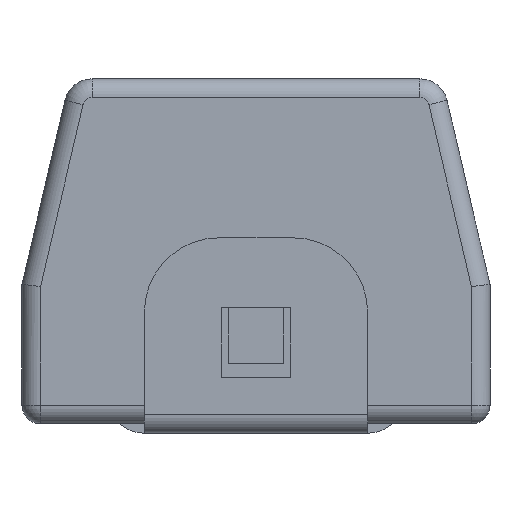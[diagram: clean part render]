
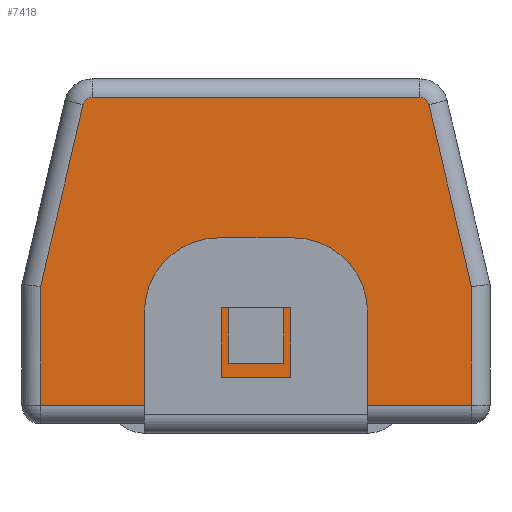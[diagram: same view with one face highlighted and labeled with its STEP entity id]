
A CAD part, left-side view. The second image highlights one B-rep face of the part: STEP entity #7418.
In plain terms, the highlighted planar face has unit normal (-1, 0, 0).
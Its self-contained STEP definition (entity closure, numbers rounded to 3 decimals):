
#46 = LINE ( 'NONE', #5119, #16661 ) ;
#408 = EDGE_CURVE ( 'NONE', #6673, #10661, #2072, .T. ) ;
#506 = AXIS2_PLACEMENT_3D ( 'NONE', #7314, #13344, #7400 ) ;
#677 = ORIENTED_EDGE ( 'NONE', *, *, #3747, .T. ) ;
#682 = CARTESIAN_POINT ( 'NONE',  ( -4.715, 0.65, -0.3 ) ) ;
#1206 = CARTESIAN_POINT ( 'NONE',  ( -4.715, 3.433, -1.859 ) ) ;
#1296 = EDGE_CURVE ( 'NONE', #18827, #11636, #4673, .T. ) ;
#1442 = EDGE_CURVE ( 'NONE', #11636, #1990, #11040, .T. ) ;
#1797 = DIRECTION ( 'NONE',  ( -1., 0., 0. ) ) ;
#1990 = VERTEX_POINT ( 'NONE', #12590 ) ;
#2072 = CIRCLE ( 'NONE', #12531, 0.1 ) ;
#2133 = LINE ( 'NONE', #12545, #17988 ) ;
#2169 = VECTOR ( 'NONE', #10228, 1000. ) ;
#2275 = ORIENTED_EDGE ( 'NONE', *, *, #3828, .T. ) ;
#2545 = DIRECTION ( 'NONE',  ( 0., -0.974, -0.227 ) ) ;
#2606 = EDGE_LOOP ( 'NONE', ( #15221, #10015, #13032, #14869 ) ) ;
#2702 = EDGE_CURVE ( 'NONE', #1990, #9307, #19079, .T. ) ;
#2998 = EDGE_CURVE ( 'NONE', #16499, #6367, #9058, .T. ) ;
#3163 = CARTESIAN_POINT ( 'NONE',  ( -4.715, 3.51, 1.762 ) ) ;
#3606 = DIRECTION ( 'NONE',  ( 0., -1., 0. ) ) ;
#3747 = EDGE_CURVE ( 'NONE', #9539, #16921, #12513, .T. ) ;
#3828 = EDGE_CURVE ( 'NONE', #16921, #19075, #19426, .T. ) ;
#4310 = CARTESIAN_POINT ( 'NONE',  ( -4.715, 1.25, 0.3 ) ) ;
#4420 = CARTESIAN_POINT ( 'NONE',  ( -4.715, 0.2, 2.316 ) ) ;
#4545 = VECTOR ( 'NONE', #16858, 1000. ) ;
#4673 = LINE ( 'NONE', #6135, #4545 ) ;
#4747 = DIRECTION ( 'NONE',  ( 0., 0.974, -0.227 ) ) ;
#4901 = EDGE_CURVE ( 'NONE', #9307, #18827, #15565, .T. ) ;
#4962 = CARTESIAN_POINT ( 'NONE',  ( -4.715, 0.65, 0.3 ) ) ;
#5007 = DIRECTION ( 'NONE',  ( 0., 0., 1. ) ) ;
#5119 = CARTESIAN_POINT ( 'NONE',  ( -4.715, 3.41, -2.316 ) ) ;
#5737 = CARTESIAN_POINT ( 'NONE',  ( -4.715, 0.2, -2.316 ) ) ;
#5780 = CARTESIAN_POINT ( 'NONE',  ( -4.715, 3.41, 1.762 ) ) ;
#5918 = EDGE_CURVE ( 'NONE', #6367, #10860, #14750, .T. ) ;
#5975 = EDGE_CURVE ( 'NONE', #19075, #6673, #19614, .T. ) ;
#6135 = CARTESIAN_POINT ( 'NONE',  ( -4.715, 1.25, -0.3 ) ) ;
#6367 = VERTEX_POINT ( 'NONE', #1206 ) ;
#6673 = VERTEX_POINT ( 'NONE', #16070 ) ;
#6898 = VECTOR ( 'NONE', #2545, 1000. ) ;
#7180 = DIRECTION ( 'NONE',  ( 1., 0., 0. ) ) ;
#7314 = CARTESIAN_POINT ( 'NONE',  ( -4.715, 3.41, -1.762 ) ) ;
#7400 = DIRECTION ( 'NONE',  ( 0., 0., -1. ) ) ;
#7415 = EDGE_CURVE ( 'NONE', #10661, #16499, #2133, .T. ) ;
#7418 = ADVANCED_FACE ( 'NONE', ( #17409, #11191 ), #11100, .F. ) ;
#7839 = VECTOR ( 'NONE', #4747, 1000. ) ;
#7848 = CARTESIAN_POINT ( 'NONE',  ( -4.715, 1.477, 2.316 ) ) ;
#8255 = DIRECTION ( 'NONE',  ( 0., 0., -1. ) ) ;
#8361 = ORIENTED_EDGE ( 'NONE', *, *, #5918, .T. ) ;
#9058 = CIRCLE ( 'NONE', #506, 0.1 ) ;
#9103 = CARTESIAN_POINT ( 'NONE',  ( -4.715, 1.477, -2.316 ) ) ;
#9195 = ORIENTED_EDGE ( 'NONE', *, *, #408, .T. ) ;
#9307 = VERTEX_POINT ( 'NONE', #10662 ) ;
#9423 = ORIENTED_EDGE ( 'NONE', *, *, #7415, .T. ) ;
#9539 = VERTEX_POINT ( 'NONE', #5737 ) ;
#10015 = ORIENTED_EDGE ( 'NONE', *, *, #2702, .F. ) ;
#10065 = AXIS2_PLACEMENT_3D ( 'NONE', #5780, #7180, #14711 ) ;
#10228 = DIRECTION ( 'NONE',  ( 0., 0., 1. ) ) ;
#10552 = VECTOR ( 'NONE', #14066, 1000. ) ;
#10582 = CARTESIAN_POINT ( 'NONE',  ( -4.715, 3.433, 1.859 ) ) ;
#10661 = VERTEX_POINT ( 'NONE', #3163 ) ;
#10662 = CARTESIAN_POINT ( 'NONE',  ( -4.715, 0.65, 0.3 ) ) ;
#10860 = VERTEX_POINT ( 'NONE', #9103 ) ;
#10950 = CARTESIAN_POINT ( 'NONE',  ( -4.715, 3.41, 1.762 ) ) ;
#11040 = LINE ( 'NONE', #682, #10552 ) ;
#11100 = PLANE ( 'NONE',  #10065 ) ;
#11191 = FACE_BOUND ( 'NONE', #2606, .T. ) ;
#11292 = ORIENTED_EDGE ( 'NONE', *, *, #5975, .T. ) ;
#11636 = VERTEX_POINT ( 'NONE', #12678 ) ;
#11670 = CARTESIAN_POINT ( 'NONE',  ( -4.715, 0.65, -0.3 ) ) ;
#11744 = CARTESIAN_POINT ( 'NONE',  ( -4.715, 3.41, 2.316 ) ) ;
#12279 = CARTESIAN_POINT ( 'NONE',  ( -4.715, 3.51, -1.762 ) ) ;
#12513 = LINE ( 'NONE', #18584, #18381 ) ;
#12531 = AXIS2_PLACEMENT_3D ( 'NONE', #10950, #1797, #8255 ) ;
#12545 = CARTESIAN_POINT ( 'NONE',  ( -4.715, 3.51, 1.762 ) ) ;
#12590 = CARTESIAN_POINT ( 'NONE',  ( -4.715, 0.65, -0.3 ) ) ;
#12678 = CARTESIAN_POINT ( 'NONE',  ( -4.715, 1.25, -0.3 ) ) ;
#13032 = ORIENTED_EDGE ( 'NONE', *, *, #1442, .F. ) ;
#13344 = DIRECTION ( 'NONE',  ( -1., 0., 0. ) ) ;
#13387 = ORIENTED_EDGE ( 'NONE', *, *, #2998, .T. ) ;
#13739 = EDGE_LOOP ( 'NONE', ( #15288, #677, #2275, #11292, #9195, #9423, #13387, #8361 ) ) ;
#14045 = EDGE_CURVE ( 'NONE', #10860, #9539, #46, .T. ) ;
#14066 = DIRECTION ( 'NONE',  ( 0., -1., 0. ) ) ;
#14711 = DIRECTION ( 'NONE',  ( 0., 0., -1. ) ) ;
#14750 = LINE ( 'NONE', #16044, #6898 ) ;
#14869 = ORIENTED_EDGE ( 'NONE', *, *, #1296, .F. ) ;
#14879 = VECTOR ( 'NONE', #16076, 1000. ) ;
#14935 = VECTOR ( 'NONE', #15939, 1000. ) ;
#15221 = ORIENTED_EDGE ( 'NONE', *, *, #4901, .F. ) ;
#15288 = ORIENTED_EDGE ( 'NONE', *, *, #14045, .T. ) ;
#15565 = LINE ( 'NONE', #4962, #14935 ) ;
#15939 = DIRECTION ( 'NONE',  ( 0., 1., 0. ) ) ;
#16044 = CARTESIAN_POINT ( 'NONE',  ( -4.715, 4.213, -1.677 ) ) ;
#16070 = CARTESIAN_POINT ( 'NONE',  ( -4.715, 3.433, 1.859 ) ) ;
#16076 = DIRECTION ( 'NONE',  ( 0., 1., 0. ) ) ;
#16499 = VERTEX_POINT ( 'NONE', #12279 ) ;
#16661 = VECTOR ( 'NONE', #3606, 1000. ) ;
#16858 = DIRECTION ( 'NONE',  ( 0., 0., -1. ) ) ;
#16921 = VERTEX_POINT ( 'NONE', #4420 ) ;
#17409 = FACE_OUTER_BOUND ( 'NONE', #13739, .T. ) ;
#17988 = VECTOR ( 'NONE', #18613, 1000. ) ;
#18381 = VECTOR ( 'NONE', #5007, 1000. ) ;
#18584 = CARTESIAN_POINT ( 'NONE',  ( -4.715, 0.2, 1.762 ) ) ;
#18613 = DIRECTION ( 'NONE',  ( 0., 0., -1. ) ) ;
#18827 = VERTEX_POINT ( 'NONE', #4310 ) ;
#19075 = VERTEX_POINT ( 'NONE', #7848 ) ;
#19079 = LINE ( 'NONE', #11670, #2169 ) ;
#19426 = LINE ( 'NONE', #11744, #14879 ) ;
#19614 = LINE ( 'NONE', #10582, #7839 ) ;
